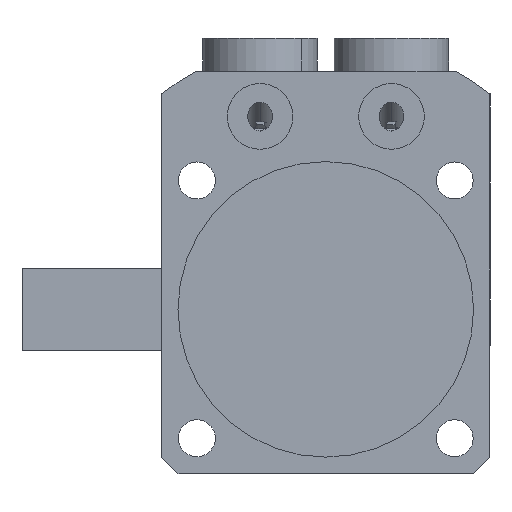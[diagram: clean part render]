
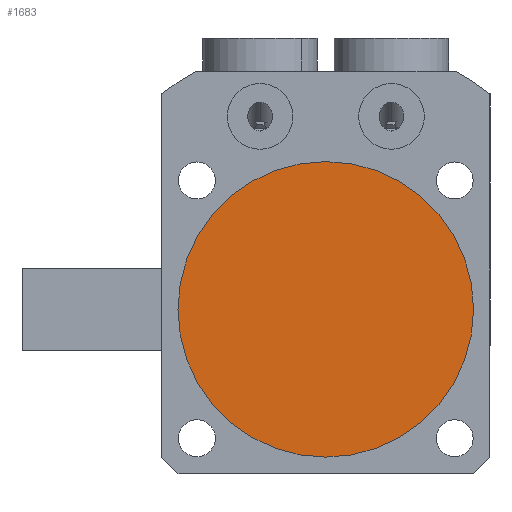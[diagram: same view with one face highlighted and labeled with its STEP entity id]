
A CAD part, front view. The second image highlights one B-rep face of the part: STEP entity #1683.
In plain terms, the highlighted planar face has unit normal (0, -1, 0).
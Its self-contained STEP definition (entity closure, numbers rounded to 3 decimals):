
#1683 = ADVANCED_FACE ( 'NONE', ( #9361 ), #7239, .T. ) ;
#2004 = AXIS2_PLACEMENT_3D ( 'NONE', #7071, #7272, #7275 ) ;
#2419 = DIRECTION ( 'NONE',  ( 0., 0., -1. ) ) ;
#2435 = DIRECTION ( 'NONE',  ( 0., 1., 0. ) ) ;
#2455 = CARTESIAN_POINT ( 'NONE',  ( 0., -29., 0. ) ) ;
#3022 = AXIS2_PLACEMENT_3D ( 'NONE', #2455, #2435, #2419 ) ;
#4324 = VERTEX_POINT ( 'NONE', #9742 ) ;
#5948 = CIRCLE ( 'NONE', #3022, 18. ) ;
#6639 = AXIS2_PLACEMENT_3D ( 'NONE', #7415, #7402, #7386 ) ;
#7071 = CARTESIAN_POINT ( 'NONE',  ( 0., -29., 0. ) ) ;
#7239 = PLANE ( 'NONE',  #2004 ) ;
#7272 = DIRECTION ( 'NONE',  ( 0., -1., 0. ) ) ;
#7275 = DIRECTION ( 'NONE',  ( 0., 0., -1. ) ) ;
#7386 = DIRECTION ( 'NONE',  ( 0., 0., -1. ) ) ;
#7402 = DIRECTION ( 'NONE',  ( 0., 1., 0. ) ) ;
#7415 = CARTESIAN_POINT ( 'NONE',  ( 0., -29., 0. ) ) ;
#7505 = ORIENTED_EDGE ( 'NONE', *, *, #10779, .F. ) ;
#9361 = FACE_OUTER_BOUND ( 'NONE', #13805, .T. ) ;
#9742 = CARTESIAN_POINT ( 'NONE',  ( 0., -29., 18. ) ) ;
#10174 = CIRCLE ( 'NONE', #6639, 18. ) ;
#10779 = EDGE_CURVE ( 'NONE', #11688, #4324, #10174, .T. ) ;
#11688 = VERTEX_POINT ( 'NONE', #11922 ) ;
#11922 = CARTESIAN_POINT ( 'NONE',  ( 0., -29., -18. ) ) ;
#12814 = ORIENTED_EDGE ( 'NONE', *, *, #13658, .F. ) ;
#13658 = EDGE_CURVE ( 'NONE', #4324, #11688, #5948, .T. ) ;
#13805 = EDGE_LOOP ( 'NONE', ( #7505, #12814 ) ) ;
